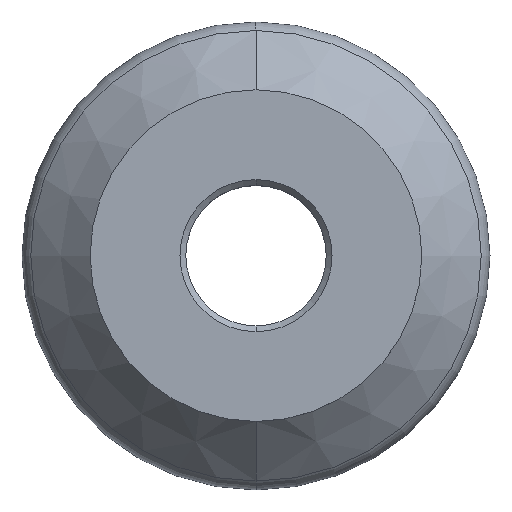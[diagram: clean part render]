
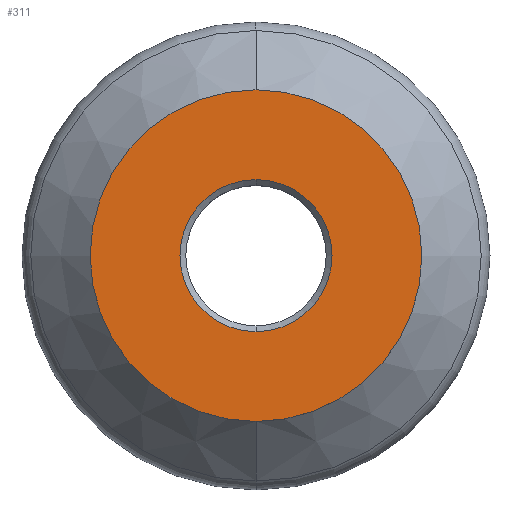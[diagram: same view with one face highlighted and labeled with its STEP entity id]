
A CAD part, top view. The second image highlights one B-rep face of the part: STEP entity #311.
In plain terms, the highlighted planar face has unit normal (0, 0, 1).
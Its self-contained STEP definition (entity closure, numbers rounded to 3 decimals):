
#163=VERTEX_POINT('',#387);
#177=EDGE_CURVE('',#247,#229,#401,.T.);
#211=EDGE_CURVE('',#249,#163,#438,.T.);
#229=VERTEX_POINT('',#459);
#247=VERTEX_POINT('',#480);
#249=VERTEX_POINT('',#482);
#257=EDGE_CURVE('',#163,#249,#492,.T.);
#311=ADVANCED_FACE('',(#552,#553),#554,.T.);
#323=EDGE_CURVE('',#229,#247,#567,.T.);
#387=CARTESIAN_POINT('',(0.0,20.638,0.0));
#401=CIRCLE('',#651,45.0);
#438=CIRCLE('',#700,20.638);
#459=CARTESIAN_POINT('',(0.,-45.0,0.0));
#480=CARTESIAN_POINT('',(0.0,45.0,0.0));
#482=CARTESIAN_POINT('',(0.,-20.638,0.0));
#492=CIRCLE('',#763,20.638);
#552=FACE_BOUND('',#840,.T.);
#553=FACE_OUTER_BOUND('',#841,.T.);
#554=PLANE('',#842);
#567=CIRCLE('',#861,45.0);
#651=AXIS2_PLACEMENT_3D('',#930,#931,#932);
#700=AXIS2_PLACEMENT_3D('',#980,#981,#982);
#763=AXIS2_PLACEMENT_3D('',#1057,#1058,#1059);
#840=EDGE_LOOP('',(#1145,#1146));
#841=EDGE_LOOP('',(#1147,#1148));
#842=AXIS2_PLACEMENT_3D('',#1149,#1150,#1151);
#861=AXIS2_PLACEMENT_3D('',#1170,#1171,#1172);
#930=CARTESIAN_POINT('',(0.0,0.0,0.0));
#931=DIRECTION('',(0.0,0.0,-1.0));
#932=DIRECTION('',(0.0,1.0,0.0));
#980=CARTESIAN_POINT('',(0.0,0.0,0.0));
#981=DIRECTION('',(-0.0,0.0,-1.0));
#982=DIRECTION('',(0.0,1.0,0.0));
#1057=CARTESIAN_POINT('',(0.0,0.0,0.0));
#1058=DIRECTION('',(-0.0,0.0,-1.0));
#1059=DIRECTION('',(0.0,1.0,0.0));
#1145=ORIENTED_EDGE('',*,*,#257,.T.);
#1146=ORIENTED_EDGE('',*,*,#211,.T.);
#1147=ORIENTED_EDGE('',*,*,#177,.F.);
#1148=ORIENTED_EDGE('',*,*,#323,.F.);
#1149=CARTESIAN_POINT('',(0.0,22.5,0.0));
#1150=DIRECTION('',(-0.0,0.0,1.0));
#1151=DIRECTION('',(0.0,-1.0,0.0));
#1170=CARTESIAN_POINT('',(0.0,0.0,0.0));
#1171=DIRECTION('',(0.0,0.0,-1.0));
#1172=DIRECTION('',(0.0,1.0,0.0));
